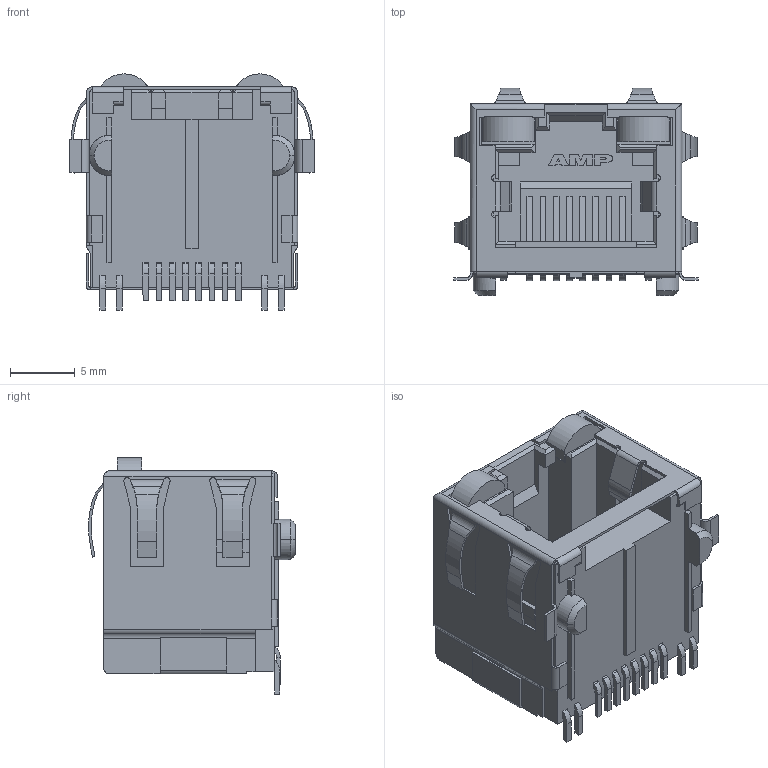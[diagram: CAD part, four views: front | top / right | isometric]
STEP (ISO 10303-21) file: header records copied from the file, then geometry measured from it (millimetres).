
FILE_DESCRIPTION(('FreeCAD Model'),'2;1');
FILE_NAME('Open CASCADE Shape Model','2025-01-18T12:04:38',('Author'),( ''),'Open CASCADE STEP processor 7.6','FreeCAD','Unknown');
FILE_SCHEMA(('AUTOMOTIVE_DESIGN { 1 0 10303 214 1 1 1 1 }'));
Length unit declared in the file: millimetre
Products named in the file (1): 6339191-5
Bounding box: 18.8 x 15.92 x 18.17 mm (x, y, z)
Volume: 2157.9 mm3; surface area: 2424 mm2
Topology: 1 solids, 1 shells, 633 faces, 1690 edges, 1074 vertices
Faces by surface type: plane 430, cylinder 145, bspline 52, cone 4, extrusion 2
Entity records: 22533 total; most frequent: CARTESIAN_POINT 5962, ORIENTED_EDGE 3380, DIRECTION 2988, EDGE_CURVE 1690, VECTOR 1300, LINE 1298, VERTEX_POINT 1074, AXIS2_PLACEMENT_3D 844
